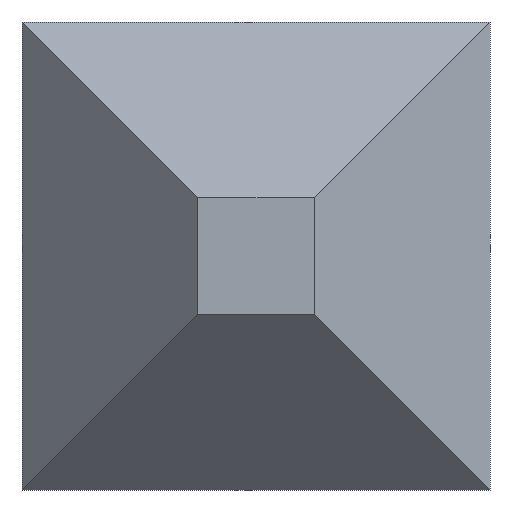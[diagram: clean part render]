
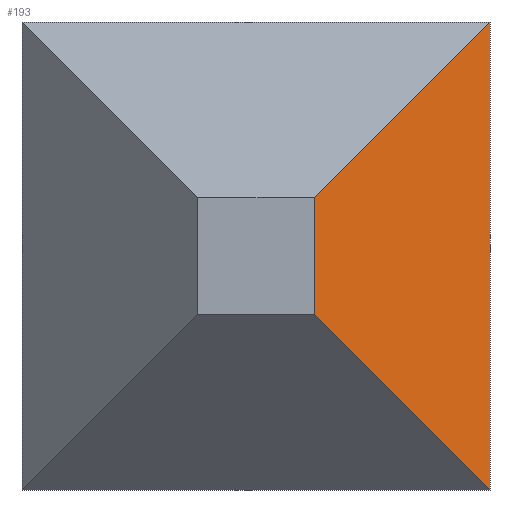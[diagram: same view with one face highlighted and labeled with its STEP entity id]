
A CAD part, left-side view. The second image highlights one B-rep face of the part: STEP entity #193.
In plain terms, the highlighted planar face has unit normal (-0.707, -0.707, 0).
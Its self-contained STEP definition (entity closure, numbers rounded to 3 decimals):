
#4 = EDGE_CURVE ( 'NONE', #231, #329, #216, .T. ) ;
#8 = LINE ( 'NONE', #313, #211 ) ;
#12 = EDGE_LOOP ( 'NONE', ( #127, #252, #38, #263 ) ) ;
#14 = CARTESIAN_POINT ( 'NONE',  ( -3., -1., 1. ) ) ;
#16 = DIRECTION ( 'NONE',  ( -0.707, 0.707, 0. ) ) ;
#22 = DIRECTION ( 'NONE',  ( -0.577, 0.577, -0.577 ) ) ;
#38 = ORIENTED_EDGE ( 'NONE', *, *, #266, .F. ) ;
#49 = EDGE_CURVE ( 'NONE', #190, #148, #8, .T. ) ;
#57 = DIRECTION ( 'NONE',  ( 0., 0., -1. ) ) ;
#73 = CARTESIAN_POINT ( 'NONE',  ( 0., -4., 4. ) ) ;
#75 = LINE ( 'NONE', #285, #241 ) ;
#77 = LINE ( 'NONE', #183, #306 ) ;
#127 = ORIENTED_EDGE ( 'NONE', *, *, #297, .T. ) ;
#142 = AXIS2_PLACEMENT_3D ( 'NONE', #180, #230, #16 ) ;
#148 = VERTEX_POINT ( 'NONE', #303 ) ;
#156 = DIRECTION ( 'NONE',  ( -0.577, 0.577, 0.577 ) ) ;
#180 = CARTESIAN_POINT ( 'NONE',  ( -2., -2., 0. ) ) ;
#183 = CARTESIAN_POINT ( 'NONE',  ( 0., -4., 4. ) ) ;
#190 = VERTEX_POINT ( 'NONE', #73 ) ;
#193 = ADVANCED_FACE ( 'NONE', ( #199 ), #302, .F. ) ;
#199 = FACE_OUTER_BOUND ( 'NONE', #12, .T. ) ;
#211 = VECTOR ( 'NONE', #57, 1000. ) ;
#216 = LINE ( 'NONE', #300, #324 ) ;
#230 = DIRECTION ( 'NONE',  ( 0.707, 0.707, 0. ) ) ;
#231 = VERTEX_POINT ( 'NONE', #14 ) ;
#241 = VECTOR ( 'NONE', #156, 1000. ) ;
#252 = ORIENTED_EDGE ( 'NONE', *, *, #4, .T. ) ;
#263 = ORIENTED_EDGE ( 'NONE', *, *, #49, .F. ) ;
#266 = EDGE_CURVE ( 'NONE', #148, #329, #75, .T. ) ;
#270 = CARTESIAN_POINT ( 'NONE',  ( -3., -1., -1. ) ) ;
#285 = CARTESIAN_POINT ( 'NONE',  ( 0., -4., -4. ) ) ;
#297 = EDGE_CURVE ( 'NONE', #190, #231, #77, .T. ) ;
#300 = CARTESIAN_POINT ( 'NONE',  ( -3., -1., 0. ) ) ;
#302 = PLANE ( 'NONE',  #142 ) ;
#303 = CARTESIAN_POINT ( 'NONE',  ( 0., -4., -4. ) ) ;
#306 = VECTOR ( 'NONE', #22, 1000. ) ;
#313 = CARTESIAN_POINT ( 'NONE',  ( 0., -4., 4. ) ) ;
#320 = DIRECTION ( 'NONE',  ( 0., 0., -1. ) ) ;
#324 = VECTOR ( 'NONE', #320, 1000. ) ;
#329 = VERTEX_POINT ( 'NONE', #270 ) ;
